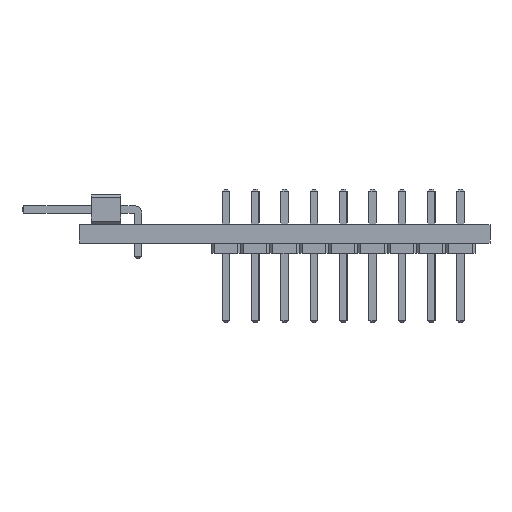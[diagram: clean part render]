
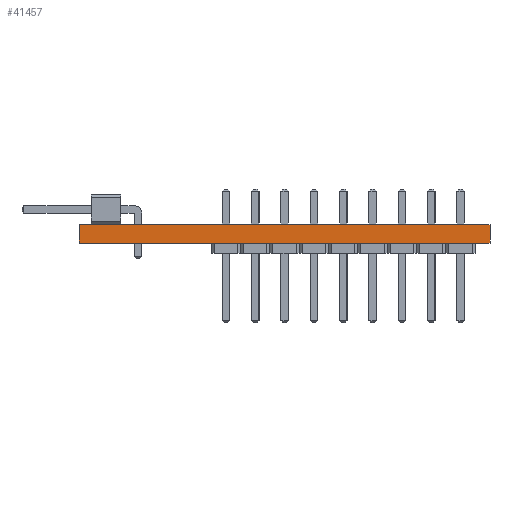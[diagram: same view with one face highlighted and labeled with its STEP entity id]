
A CAD part, front view. The second image highlights one B-rep face of the part: STEP entity #41457.
In plain terms, the highlighted planar face has unit normal (0, -1, 0).
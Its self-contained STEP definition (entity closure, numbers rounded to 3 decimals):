
#41341 = EDGE_CURVE('',#41342,#41344,#41346,.T.);
#41342 = VERTEX_POINT('',#41343);
#41343 = CARTESIAN_POINT('',(116.84,-132.08,0.));
#41344 = VERTEX_POINT('',#41345);
#41345 = CARTESIAN_POINT('',(116.84,-132.08,1.6));
#41346 = SURFACE_CURVE('',#41347,(#41351,#41363),.PCURVE_S1.);
#41347 = LINE('',#41348,#41349);
#41348 = CARTESIAN_POINT('',(116.84,-132.08,0.));
#41349 = VECTOR('',#41350,1.);
#41350 = DIRECTION('',(0.,0.,1.));
#41351 = PCURVE('',#41352,#41357);
#41352 = PLANE('',#41353);
#41353 = AXIS2_PLACEMENT_3D('',#41354,#41355,#41356);
#41354 = CARTESIAN_POINT('',(116.84,-132.08,0.));
#41355 = DIRECTION('',(-1.,0.,0.));
#41356 = DIRECTION('',(0.,1.,0.));
#41357 = DEFINITIONAL_REPRESENTATION('',(#41358),#41362);
#41358 = LINE('',#41359,#41360);
#41359 = CARTESIAN_POINT('',(0.,0.));
#41360 = VECTOR('',#41361,1.);
#41361 = DIRECTION('',(0.,-1.));
#41362 = ( GEOMETRIC_REPRESENTATION_CONTEXT(2) 
PARAMETRIC_REPRESENTATION_CONTEXT() REPRESENTATION_CONTEXT('2D SPACE',''
  ) );
#41363 = PCURVE('',#41364,#41369);
#41364 = PLANE('',#41365);
#41365 = AXIS2_PLACEMENT_3D('',#41366,#41367,#41368);
#41366 = CARTESIAN_POINT('',(152.4,-132.08,0.));
#41367 = DIRECTION('',(0.,-1.,0.));
#41368 = DIRECTION('',(-1.,0.,0.));
#41369 = DEFINITIONAL_REPRESENTATION('',(#41370),#41374);
#41370 = LINE('',#41371,#41372);
#41371 = CARTESIAN_POINT('',(35.56,0.));
#41372 = VECTOR('',#41373,1.);
#41373 = DIRECTION('',(0.,-1.));
#41374 = ( GEOMETRIC_REPRESENTATION_CONTEXT(2) 
PARAMETRIC_REPRESENTATION_CONTEXT() REPRESENTATION_CONTEXT('2D SPACE',''
  ) );
#41392 = PLANE('',#41393);
#41393 = AXIS2_PLACEMENT_3D('',#41394,#41395,#41396);
#41394 = CARTESIAN_POINT('',(134.62,-97.79,1.6));
#41395 = DIRECTION('',(-0.,-0.,-1.));
#41396 = DIRECTION('',(-1.,0.,0.));
#41446 = PLANE('',#41447);
#41447 = AXIS2_PLACEMENT_3D('',#41448,#41449,#41450);
#41448 = CARTESIAN_POINT('',(134.62,-97.79,0.));
#41449 = DIRECTION('',(-0.,-0.,-1.));
#41450 = DIRECTION('',(-1.,0.,0.));
#41457 = ADVANCED_FACE('',(#41458),#41364,.T.);
#41458 = FACE_BOUND('',#41459,.T.);
#41459 = EDGE_LOOP('',(#41460,#41490,#41511,#41512));
#41460 = ORIENTED_EDGE('',*,*,#41461,.T.);
#41461 = EDGE_CURVE('',#41462,#41464,#41466,.T.);
#41462 = VERTEX_POINT('',#41463);
#41463 = CARTESIAN_POINT('',(152.4,-132.08,0.));
#41464 = VERTEX_POINT('',#41465);
#41465 = CARTESIAN_POINT('',(152.4,-132.08,1.6));
#41466 = SURFACE_CURVE('',#41467,(#41471,#41478),.PCURVE_S1.);
#41467 = LINE('',#41468,#41469);
#41468 = CARTESIAN_POINT('',(152.4,-132.08,0.));
#41469 = VECTOR('',#41470,1.);
#41470 = DIRECTION('',(0.,0.,1.));
#41471 = PCURVE('',#41364,#41472);
#41472 = DEFINITIONAL_REPRESENTATION('',(#41473),#41477);
#41473 = LINE('',#41474,#41475);
#41474 = CARTESIAN_POINT('',(0.,-0.));
#41475 = VECTOR('',#41476,1.);
#41476 = DIRECTION('',(0.,-1.));
#41477 = ( GEOMETRIC_REPRESENTATION_CONTEXT(2) 
PARAMETRIC_REPRESENTATION_CONTEXT() REPRESENTATION_CONTEXT('2D SPACE',''
  ) );
#41478 = PCURVE('',#41479,#41484);
#41479 = PLANE('',#41480);
#41480 = AXIS2_PLACEMENT_3D('',#41481,#41482,#41483);
#41481 = CARTESIAN_POINT('',(152.4,-63.5,0.));
#41482 = DIRECTION('',(1.,0.,-0.));
#41483 = DIRECTION('',(0.,-1.,0.));
#41484 = DEFINITIONAL_REPRESENTATION('',(#41485),#41489);
#41485 = LINE('',#41486,#41487);
#41486 = CARTESIAN_POINT('',(68.58,0.));
#41487 = VECTOR('',#41488,1.);
#41488 = DIRECTION('',(0.,-1.));
#41489 = ( GEOMETRIC_REPRESENTATION_CONTEXT(2) 
PARAMETRIC_REPRESENTATION_CONTEXT() REPRESENTATION_CONTEXT('2D SPACE',''
  ) );
#41490 = ORIENTED_EDGE('',*,*,#41491,.T.);
#41491 = EDGE_CURVE('',#41464,#41344,#41492,.T.);
#41492 = SURFACE_CURVE('',#41493,(#41497,#41504),.PCURVE_S1.);
#41493 = LINE('',#41494,#41495);
#41494 = CARTESIAN_POINT('',(152.4,-132.08,1.6));
#41495 = VECTOR('',#41496,1.);
#41496 = DIRECTION('',(-1.,0.,0.));
#41497 = PCURVE('',#41364,#41498);
#41498 = DEFINITIONAL_REPRESENTATION('',(#41499),#41503);
#41499 = LINE('',#41500,#41501);
#41500 = CARTESIAN_POINT('',(0.,-1.6));
#41501 = VECTOR('',#41502,1.);
#41502 = DIRECTION('',(1.,0.));
#41503 = ( GEOMETRIC_REPRESENTATION_CONTEXT(2) 
PARAMETRIC_REPRESENTATION_CONTEXT() REPRESENTATION_CONTEXT('2D SPACE',''
  ) );
#41504 = PCURVE('',#41392,#41505);
#41505 = DEFINITIONAL_REPRESENTATION('',(#41506),#41510);
#41506 = LINE('',#41507,#41508);
#41507 = CARTESIAN_POINT('',(-17.78,-34.29));
#41508 = VECTOR('',#41509,1.);
#41509 = DIRECTION('',(1.,0.));
#41510 = ( GEOMETRIC_REPRESENTATION_CONTEXT(2) 
PARAMETRIC_REPRESENTATION_CONTEXT() REPRESENTATION_CONTEXT('2D SPACE',''
  ) );
#41511 = ORIENTED_EDGE('',*,*,#41341,.F.);
#41512 = ORIENTED_EDGE('',*,*,#41513,.F.);
#41513 = EDGE_CURVE('',#41462,#41342,#41514,.T.);
#41514 = SURFACE_CURVE('',#41515,(#41519,#41526),.PCURVE_S1.);
#41515 = LINE('',#41516,#41517);
#41516 = CARTESIAN_POINT('',(152.4,-132.08,0.));
#41517 = VECTOR('',#41518,1.);
#41518 = DIRECTION('',(-1.,0.,0.));
#41519 = PCURVE('',#41364,#41520);
#41520 = DEFINITIONAL_REPRESENTATION('',(#41521),#41525);
#41521 = LINE('',#41522,#41523);
#41522 = CARTESIAN_POINT('',(0.,-0.));
#41523 = VECTOR('',#41524,1.);
#41524 = DIRECTION('',(1.,0.));
#41525 = ( GEOMETRIC_REPRESENTATION_CONTEXT(2) 
PARAMETRIC_REPRESENTATION_CONTEXT() REPRESENTATION_CONTEXT('2D SPACE',''
  ) );
#41526 = PCURVE('',#41446,#41527);
#41527 = DEFINITIONAL_REPRESENTATION('',(#41528),#41532);
#41528 = LINE('',#41529,#41530);
#41529 = CARTESIAN_POINT('',(-17.78,-34.29));
#41530 = VECTOR('',#41531,1.);
#41531 = DIRECTION('',(1.,0.));
#41532 = ( GEOMETRIC_REPRESENTATION_CONTEXT(2) 
PARAMETRIC_REPRESENTATION_CONTEXT() REPRESENTATION_CONTEXT('2D SPACE',''
  ) );
